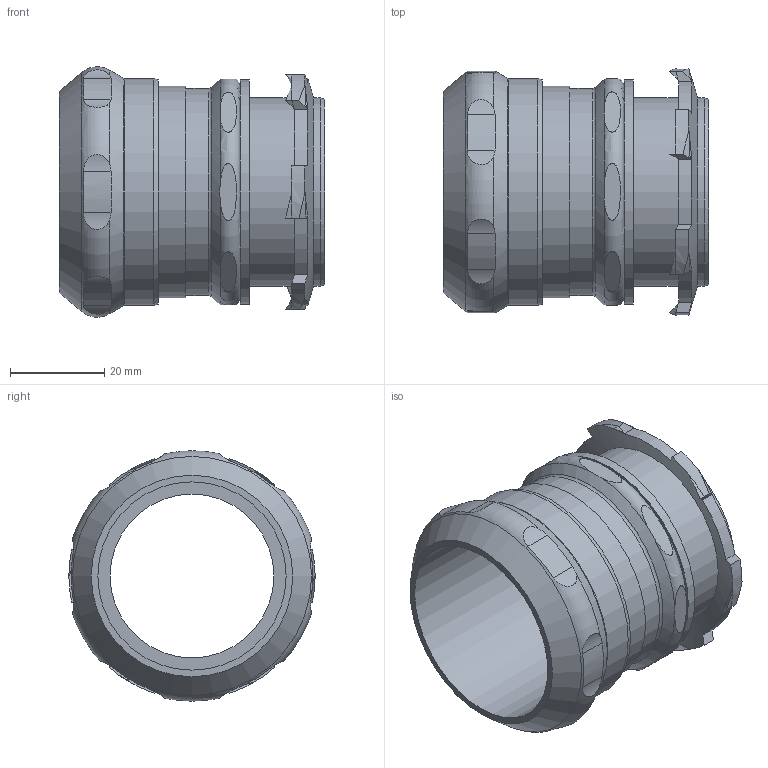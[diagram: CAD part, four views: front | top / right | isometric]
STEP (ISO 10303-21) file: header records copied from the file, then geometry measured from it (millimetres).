
FILE_DESCRIPTION(/* description */ (''),/* implementation_level */ '2;1');
FILE_NAME(/* name */ '',/* time_stamp */ '2025-06-23T13:52:06+07:00',/* author */ ('zeta-72'),/* organization */ (''),/* preprocessor_version */ 'ST-DEVELOPER v19.2',/* originating_system */ 'Autodesk Inventor 2024',/* authorisation */ '');
FILE_SCHEMA (('AUTOMOTIVE_DESIGN { 1 0 10303 214 3 1 1 }'));
Length unit declared in the file: millimetre
Products named in the file (1): ЗЭТА.046.020.000_Муфта вводная 
IP66_Упростить_1
Bounding box: 56.4 x 52.3 x 53.2 mm (x, y, z)
Volume: 29365.7 mm3; surface area: 19381.2 mm2
Topology: 7 solids, 7 shells, 125 faces, 342 edges, 210 vertices
Faces by surface type: cylinder 39, bspline 36, plane 33, cone 12, torus 5
Full cylindrical faces by diameter (mm): 34.8 x1, 40 x3, 40.1 x1, 44 x1, 45 x1, 47.6 x1, 48.2 x1
Entity records: 5196 total; most frequent: CARTESIAN_POINT 2250, ORIENTED_EDGE 624, DIRECTION 505, EDGE_CURVE 312, AXIS2_PLACEMENT_3D 223, VERTEX_POINT 210, EDGE_LOOP 136, CIRCLE 133
